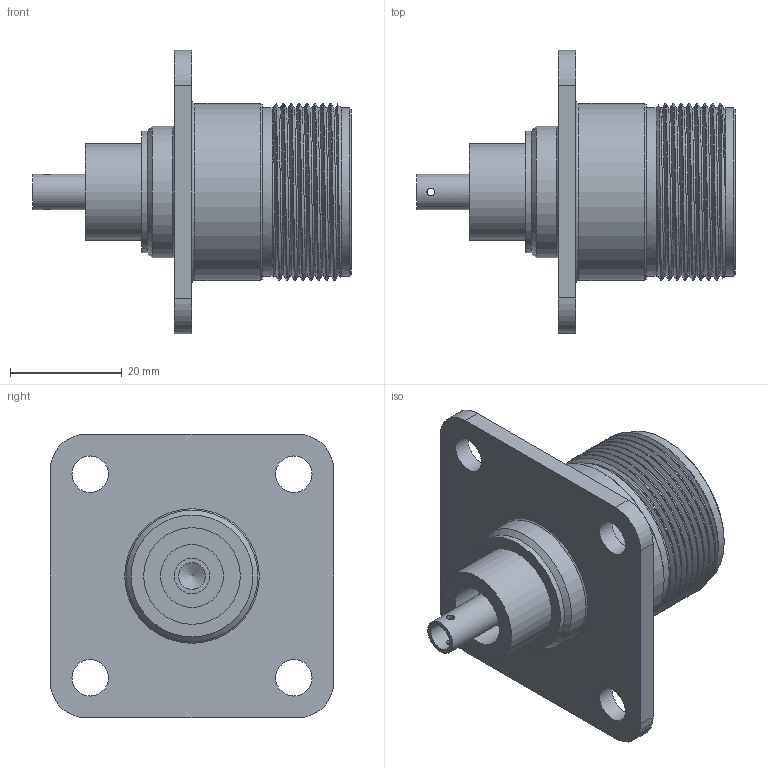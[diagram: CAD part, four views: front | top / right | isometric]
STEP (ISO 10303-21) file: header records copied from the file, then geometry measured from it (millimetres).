
FILE_DESCRIPTION (( 'STEP AP203' ), '1' );
FILE_NAME ('PE4192_3D.step', '2020-12-18T15:42:59', ( '' ), ( '' ), 'SwSTEP 2.0', 'SolidWorks 2018', '' );
FILE_SCHEMA (( 'CONFIG_CONTROL_DESIGN' ));
Length unit declared in the file: inch
Products named in the file (1): PE4192_3D
Bounding box: 57.15 x 50.8 x 50.8 mm (x, y, z)
Volume: 28664.9 mm3; surface area: 12117.6 mm2
Topology: 1 solids, 1 shells, 84 faces, 210 edges, 135 vertices
Faces by surface type: plane 40, cylinder 23, cone 17, bspline 3, torus 1
Full cylindrical faces by diameter (mm): 1.397 x2, 4.401 x1, 4.775 x1, 6.35 x2, 6.528 x4, 11.275 x1, 16.722 x1, 17.326 x1, 21.844 x1, 23.622 x1, 30.215 x2, 31.75 x1
Entity records: 6829 total; most frequent: CARTESIAN_POINT 4915, DIRECTION 371, ORIENTED_EDGE 346, EDGE_CURVE 173, AXIS2_PLACEMENT_3D 159, EDGE_LOOP 133, VERTEX_POINT 128, FACE_OUTER_BOUND 103
